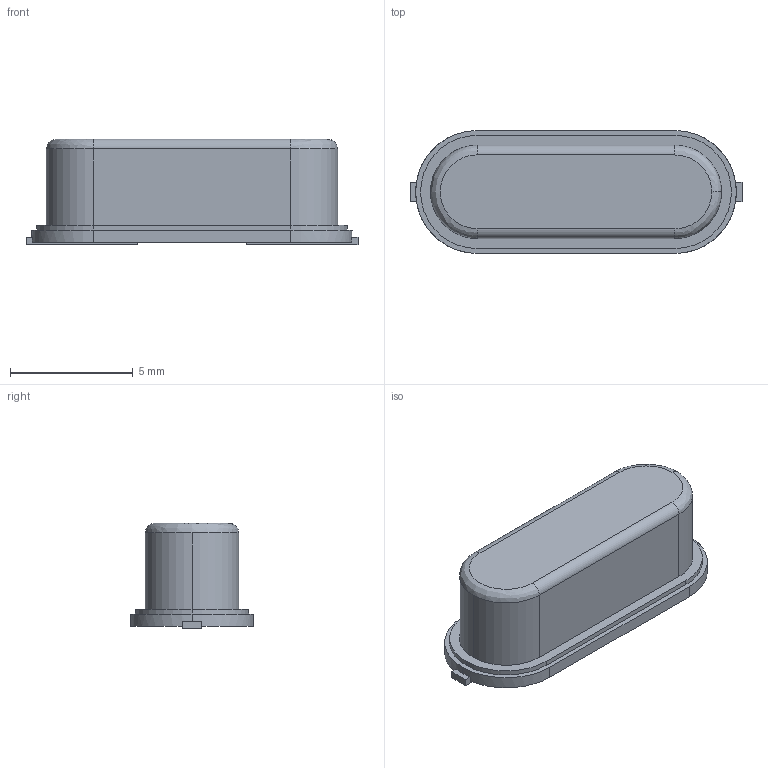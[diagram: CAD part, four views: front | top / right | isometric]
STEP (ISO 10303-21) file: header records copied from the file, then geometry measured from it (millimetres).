
FILE_DESCRIPTION (( 'STEP AP203' ), '1' );
FILE_NAME ('9C_Crystal.STEP', '2015-07-28T09:08:39', ( '' ), ( '' ), 'SwSTEP 2.0', 'SolidWorks 2013', '' );
FILE_SCHEMA (( 'CONFIG_CONTROL_DESIGN' ));
Length unit declared in the file: millimetre
Products named in the file (1): 9C_Crystal
Bounding box: 13.5 x 5 x 4.3 mm (x, y, z)
Volume: 187.1 mm3; surface area: 238 mm2
Topology: 1 solids, 1 shells, 36 faces, 92 edges, 60 vertices
Faces by surface type: plane 22, cylinder 11, bspline 3
Entity records: 1202 total; most frequent: CARTESIAN_POINT 243, DIRECTION 185, ORIENTED_EDGE 184, EDGE_CURVE 92, AXIS2_PLACEMENT_3D 62, VECTOR 61, LINE 61, VERTEX_POINT 60
